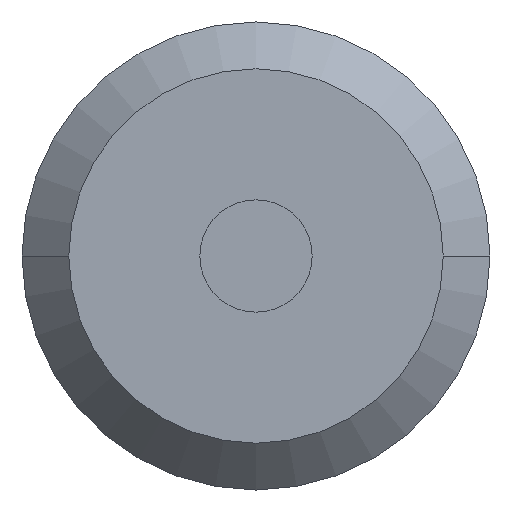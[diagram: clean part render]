
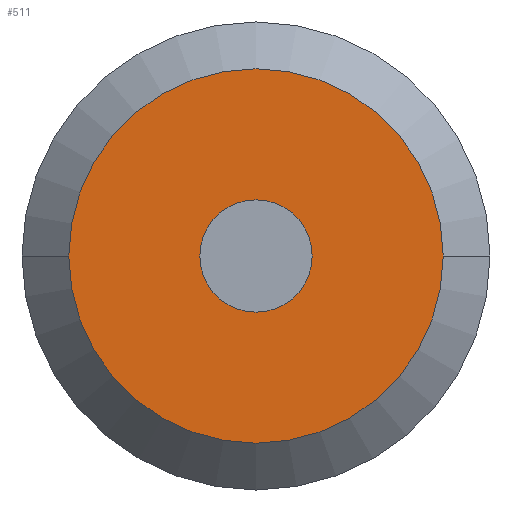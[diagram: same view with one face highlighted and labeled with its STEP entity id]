
A CAD part, front view. The second image highlights one B-rep face of the part: STEP entity #511.
In plain terms, the highlighted planar face has unit normal (0, -1, 0).
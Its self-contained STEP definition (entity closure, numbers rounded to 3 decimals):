
#511=ADVANCED_FACE('',(#1020,#1021),#1022,.T.);
#1020=FACE_BOUND('',#1554,.T.);
#1021=FACE_OUTER_BOUND('',#1555,.T.);
#1022=PLANE('',#1556);
#1554=EDGE_LOOP('',(#2822,#2823));
#1555=EDGE_LOOP('',(#2824,#2825));
#1556=AXIS2_PLACEMENT_3D('',#2826,#2827,#2828);
#2822=ORIENTED_EDGE('',*,*,#3397,.T.);
#2823=ORIENTED_EDGE('',*,*,#3298,.T.);
#2824=ORIENTED_EDGE('',*,*,#3462,.F.);
#2825=ORIENTED_EDGE('',*,*,#3325,.F.);
#2826=CARTESIAN_POINT('',(127.407,59.33,19.794));
#2827=DIRECTION('',(0.0,-1.0,0.));
#2828=DIRECTION('',(1.0,0.0,0.0));
#3298=EDGE_CURVE('',#4013,#4011,#4014,.T.);
#3325=EDGE_CURVE('',#4051,#4053,#4054,.T.);
#3397=EDGE_CURVE('',#4011,#4013,#4152,.T.);
#3462=EDGE_CURVE('',#4053,#4051,#4239,.T.);
#4011=VERTEX_POINT('',#4922);
#4013=VERTEX_POINT('',#4925);
#4014=CIRCLE('',#4926,1.2);
#4051=VERTEX_POINT('',#4970);
#4053=VERTEX_POINT('',#4973);
#4054=CIRCLE('',#4974,4.0);
#4152=CIRCLE('',#5105,1.2);
#4239=CIRCLE('',#5212,4.0);
#4922=CARTESIAN_POINT('',(128.607,59.33,19.794));
#4925=CARTESIAN_POINT('',(126.207,59.33,19.794));
#4926=AXIS2_PLACEMENT_3D('',#5749,#5750,#5751);
#4970=CARTESIAN_POINT('',(123.407,59.33,19.794));
#4973=CARTESIAN_POINT('',(131.407,59.33,19.794));
#4974=AXIS2_PLACEMENT_3D('',#5793,#5794,#5795);
#5105=AXIS2_PLACEMENT_3D('',#5886,#5887,#5888);
#5212=AXIS2_PLACEMENT_3D('',#5981,#5982,#5983);
#5749=CARTESIAN_POINT('',(127.407,59.33,19.794));
#5750=DIRECTION('',(0.0,1.0,0.));
#5751=DIRECTION('',(1.0,0.0,0.0));
#5793=CARTESIAN_POINT('',(127.407,59.33,19.794));
#5794=DIRECTION('',(0.0,1.0,0.));
#5795=DIRECTION('',(-1.0,0.0,0.0));
#5886=CARTESIAN_POINT('',(127.407,59.33,19.794));
#5887=DIRECTION('',(0.0,1.0,0.));
#5888=DIRECTION('',(1.0,0.0,0.0));
#5981=CARTESIAN_POINT('',(127.407,59.33,19.794));
#5982=DIRECTION('',(0.0,1.0,0.));
#5983=DIRECTION('',(-1.0,0.0,0.0));
